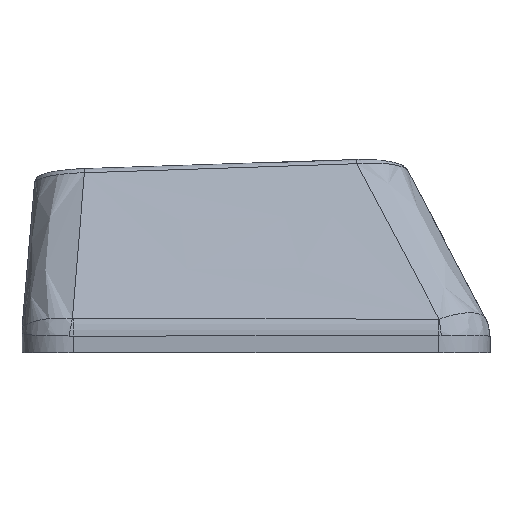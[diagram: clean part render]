
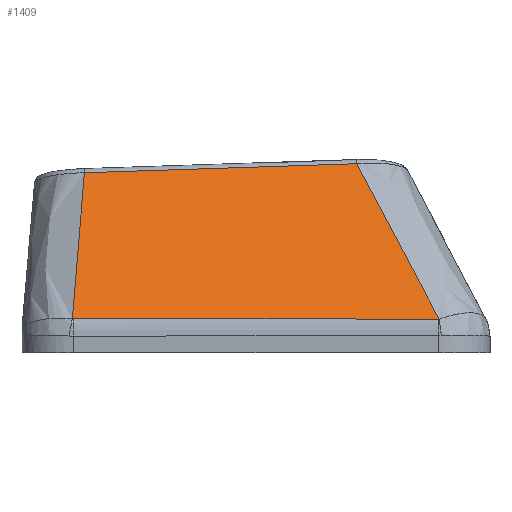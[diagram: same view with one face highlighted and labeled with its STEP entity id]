
A CAD part, left-side view. The second image highlights one B-rep face of the part: STEP entity #1409.
In plain terms, the highlighted free-form (B-spline) face has degree [3, 3] with [4, 4] control points.
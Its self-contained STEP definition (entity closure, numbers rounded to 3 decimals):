
#246=FACE_OUTER_BOUND('',#329,.T.);
#329=EDGE_LOOP('',(#1098,#1099,#1100,#1101,#1102,#1103));
#428=B_SPLINE_CURVE_WITH_KNOTS('',3,(#2462,#2463,#2464,#2465),
 .UNSPECIFIED.,.F.,.F.,(4,4),(0.,0.003),
 .UNSPECIFIED.);
#429=B_SPLINE_CURVE_WITH_KNOTS('',3,(#2483,#2484,#2485,#2486),
 .UNSPECIFIED.,.F.,.F.,(4,4),(-1.416,0.),.UNSPECIFIED.);
#432=B_SPLINE_CURVE_WITH_KNOTS('',3,(#2516,#2517,#2518,#2519),
 .UNSPECIFIED.,.F.,.F.,(4,4),(0.,0.004),
 .UNSPECIFIED.);
#443=B_SPLINE_CURVE_WITH_KNOTS('',3,(#2747,#2748,#2749,#2750),
 .UNSPECIFIED.,.F.,.F.,(4,4),(0.027,0.767),
 .UNSPECIFIED.);
#451=B_SPLINE_CURVE_WITH_KNOTS('',3,(#3003,#3004,#3005,#3006),
 .UNSPECIFIED.,.F.,.F.,(4,4),(0.,1.057),.UNSPECIFIED.);
#454=B_SPLINE_CURVE_WITH_KNOTS('',3,(#3085,#3086,#3087,#3088),
 .UNSPECIFIED.,.F.,.F.,(4,4),(-0.658,-0.022),
 .UNSPECIFIED.);
#560=VERTEX_POINT('',#2424);
#562=VERTEX_POINT('',#2455);
#564=VERTEX_POINT('',#2482);
#566=VERTEX_POINT('',#2509);
#582=VERTEX_POINT('',#2740);
#600=VERTEX_POINT('',#3001);
#724=EDGE_CURVE('',#560,#562,#428,.T.);
#725=EDGE_CURVE('',#562,#564,#429,.T.);
#730=EDGE_CURVE('',#564,#566,#432,.T.);
#756=EDGE_CURVE('',#582,#560,#443,.T.);
#784=EDGE_CURVE('',#600,#582,#451,.T.);
#788=EDGE_CURVE('',#566,#600,#454,.T.);
#1098=ORIENTED_EDGE('',*,*,#724,.F.);
#1099=ORIENTED_EDGE('',*,*,#756,.F.);
#1100=ORIENTED_EDGE('',*,*,#784,.F.);
#1101=ORIENTED_EDGE('',*,*,#788,.F.);
#1102=ORIENTED_EDGE('',*,*,#730,.F.);
#1103=ORIENTED_EDGE('',*,*,#725,.F.);
#1354=B_SPLINE_SURFACE_WITH_KNOTS('',3,3,((#3069,#3070,#3071,#3072),(#3073,
#3074,#3075,#3076),(#3077,#3078,#3079,#3080),(#3081,#3082,#3083,#3084)),
 .UNSPECIFIED.,.F.,.F.,.F.,(4,4),(4,4),(0.107,0.899),
(0.032,0.954),.UNSPECIFIED.);
#1409=ADVANCED_FACE('',(#246),#1354,.F.);
#2424=CARTESIAN_POINT('',(-13.698,-7.108,0.306));
#2455=CARTESIAN_POINT('',(-13.699,-7.08,0.305));
#2462=CARTESIAN_POINT('Ctrl Pts',(-13.698,-7.108,0.306));
#2463=CARTESIAN_POINT('Ctrl Pts',(-13.698,-7.099,0.305));
#2464=CARTESIAN_POINT('Ctrl Pts',(-13.699,-7.089,0.305));
#2465=CARTESIAN_POINT('Ctrl Pts',(-13.699,-7.08,0.305));
#2482=CARTESIAN_POINT('',(-13.682,7.081,0.319));
#2483=CARTESIAN_POINT('Ctrl Pts',(-13.699,-7.08,0.305));
#2484=CARTESIAN_POINT('Ctrl Pts',(-13.694,-2.359,0.309));
#2485=CARTESIAN_POINT('Ctrl Pts',(-13.688,2.361,0.314));
#2486=CARTESIAN_POINT('Ctrl Pts',(-13.682,7.081,0.319));
#2509=CARTESIAN_POINT('',(-13.68,7.125,0.322));
#2516=CARTESIAN_POINT('Ctrl Pts',(-13.682,7.081,0.319));
#2517=CARTESIAN_POINT('Ctrl Pts',(-13.682,7.096,0.319));
#2518=CARTESIAN_POINT('Ctrl Pts',(-13.682,7.111,0.32));
#2519=CARTESIAN_POINT('Ctrl Pts',(-13.68,7.125,0.322));
#2740=CARTESIAN_POINT('',(-10.837,-3.902,6.333));
#2747=CARTESIAN_POINT('Ctrl Pts',(-10.837,-3.902,6.333));
#2748=CARTESIAN_POINT('Ctrl Pts',(-11.793,-4.973,4.325));
#2749=CARTESIAN_POINT('Ctrl Pts',(-12.746,-6.041,2.316));
#2750=CARTESIAN_POINT('Ctrl Pts',(-13.698,-7.108,0.306));
#3001=CARTESIAN_POINT('',(-10.83,6.659,5.983));
#3003=CARTESIAN_POINT('Ctrl Pts',(-10.83,6.659,5.983));
#3004=CARTESIAN_POINT('Ctrl Pts',(-10.833,3.139,6.1));
#3005=CARTESIAN_POINT('Ctrl Pts',(-10.835,-0.382,
6.217));
#3006=CARTESIAN_POINT('Ctrl Pts',(-10.837,-3.902,6.333));
#3069=CARTESIAN_POINT('Ctrl Pts',(-10.83,7.031,5.97));
#3070=CARTESIAN_POINT('Ctrl Pts',(-11.786,7.062,4.075));
#3071=CARTESIAN_POINT('Ctrl Pts',(-12.743,7.094,2.181));
#3072=CARTESIAN_POINT('Ctrl Pts',(-13.699,7.125,0.286));
#3073=CARTESIAN_POINT('Ctrl Pts',(-10.83,3.264,6.1));
#3074=CARTESIAN_POINT('Ctrl Pts',(-11.786,2.97,4.164));
#3075=CARTESIAN_POINT('Ctrl Pts',(-12.743,2.675,2.228));
#3076=CARTESIAN_POINT('Ctrl Pts',(-13.699,2.381,0.292));
#3077=CARTESIAN_POINT('Ctrl Pts',(-10.83,-0.502,6.23));
#3078=CARTESIAN_POINT('Ctrl Pts',(-11.786,-1.123,4.253));
#3079=CARTESIAN_POINT('Ctrl Pts',(-12.743,-1.744,2.276));
#3080=CARTESIAN_POINT('Ctrl Pts',(-13.699,-2.364,0.298));
#3081=CARTESIAN_POINT('Ctrl Pts',(-10.83,-4.269,6.36));
#3082=CARTESIAN_POINT('Ctrl Pts',(-11.786,-5.216,4.342));
#3083=CARTESIAN_POINT('Ctrl Pts',(-12.743,-6.162,2.323));
#3084=CARTESIAN_POINT('Ctrl Pts',(-13.699,-7.109,0.305));
#3085=CARTESIAN_POINT('Ctrl Pts',(-13.68,7.125,0.322));
#3086=CARTESIAN_POINT('Ctrl Pts',(-12.728,6.968,2.209));
#3087=CARTESIAN_POINT('Ctrl Pts',(-11.778,6.812,4.095));
#3088=CARTESIAN_POINT('Ctrl Pts',(-10.83,6.659,5.983));
